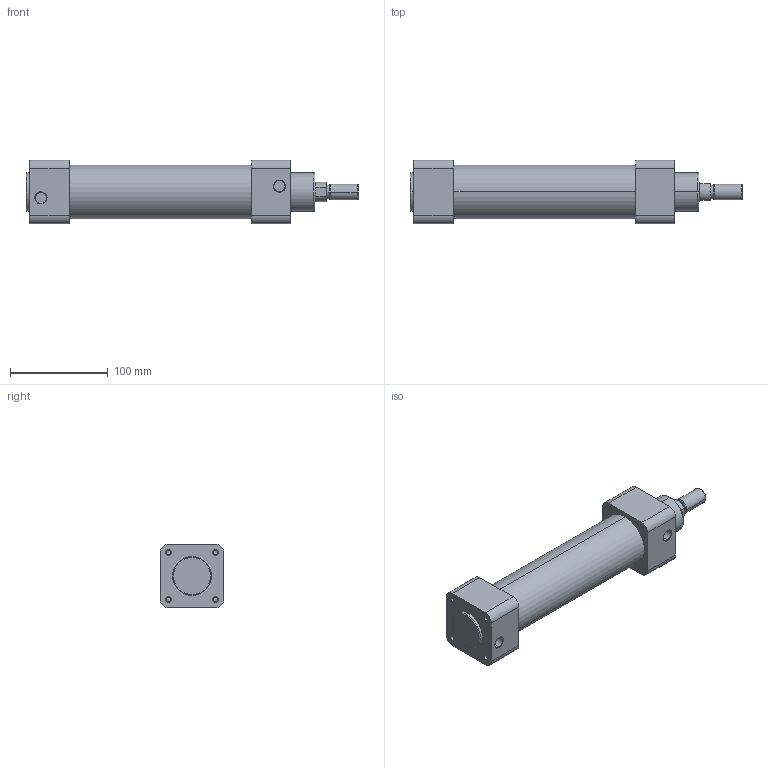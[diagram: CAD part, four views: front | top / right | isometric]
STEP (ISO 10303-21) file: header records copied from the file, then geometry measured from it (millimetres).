
FILE_DESCRIPTION (( 'STEP AP214' ), '1' );
FILE_NAME ('PNS 50-160 CYLINDER.STEP', '2010-08-31T07:21:09', ( '' ), ( '' ), 'SwSTEP 2.0', 'SolidWorks 2010', '' );
FILE_SCHEMA (( 'AUTOMOTIVE_DESIGN' ));
Length unit declared in the file: millimetre
Products named in the file (5): PNS  50-160  CYLINDER; PNS-PAG 50 M尳; PNS- PAG  50 ON KAPAK; pns 50 boru; PNS-PAG 50 ARKA KAPAK
Assembly tree (4 placements, depth 2):
  PNS  50-160  CYLINDER
    pns 50 boru
    PNS-PAG 50 M尳
    PNS- PAG  50 ON KAPAK
    PNS-PAG 50 ARKA KAPAK
Bounding box: 339 x 65 x 65 mm (x, y, z)
Volume: 550600.4 mm3; surface area: 156172.1 mm2
Topology: 4 solids, 4 shells, 129 faces, 270 edges, 168 vertices
Faces by surface type: cylinder 56, plane 39, cone 28, torus 6
Entity records: 3944 total; most frequent: DIRECTION 690, CARTESIAN_POINT 610, ORIENTED_EDGE 540, AXIS2_PLACEMENT_3D 288, EDGE_CURVE 270, VERTEX_POINT 168, EDGE_LOOP 152, CIRCLE 152
